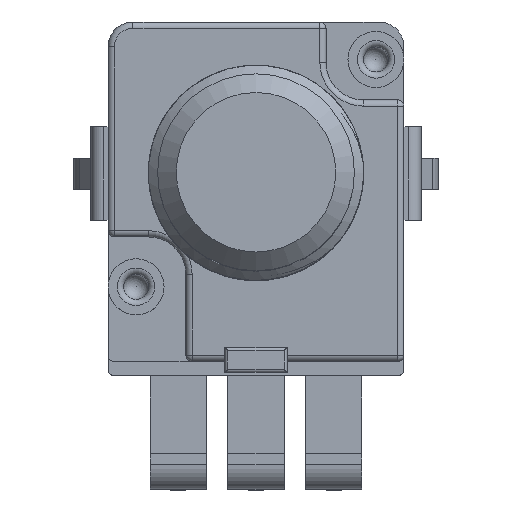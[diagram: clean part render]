
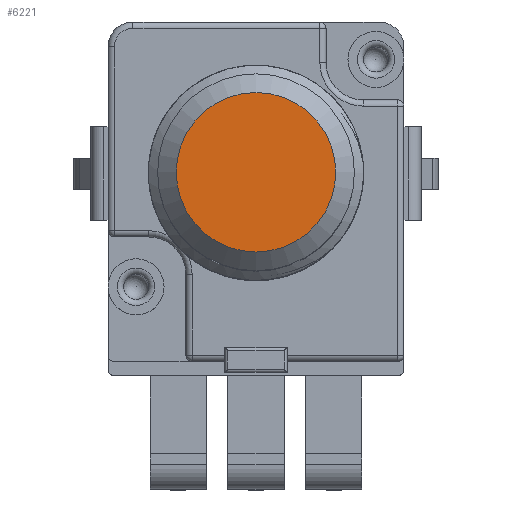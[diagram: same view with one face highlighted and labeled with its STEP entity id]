
A CAD part, top view. The second image highlights one B-rep face of the part: STEP entity #6221.
In plain terms, the highlighted planar face has unit normal (0, 0, 1).
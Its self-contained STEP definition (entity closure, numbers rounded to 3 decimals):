
#210=PLANE('',#6786);
#1867=FACE_OUTER_BOUND('',#2242,.T.);
#2242=EDGE_LOOP('',(#5288));
#2571=CIRCLE('',#6785,2.56);
#3023=VERTEX_POINT('',#11190);
#3817=EDGE_CURVE('',#3023,#3023,#2571,.T.);
#5288=ORIENTED_EDGE('',*,*,#3817,.F.);
#6221=ADVANCED_FACE('',(#1867),#210,.T.);
#6785=AXIS2_PLACEMENT_3D('',#11191,#8149,#8150);
#6786=AXIS2_PLACEMENT_3D('',#11193,#8152,#8153);
#8149=DIRECTION('center_axis',(0.,0.,-1.));
#8150=DIRECTION('ref_axis',(-1.,0.,0.));
#8152=DIRECTION('center_axis',(0.,0.,1.));
#8153=DIRECTION('ref_axis',(-1.,0.,0.));
#11190=CARTESIAN_POINT('',(2.56,0.,25.));
#11191=CARTESIAN_POINT('Origin',(0.,0.,25.));
#11193=CARTESIAN_POINT('Origin',(0.,0.,25.));
